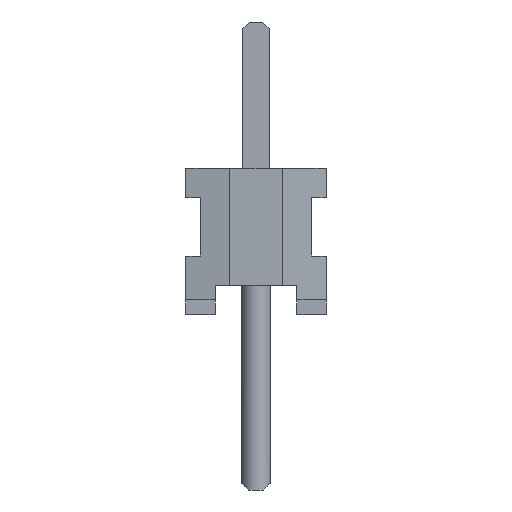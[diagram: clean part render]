
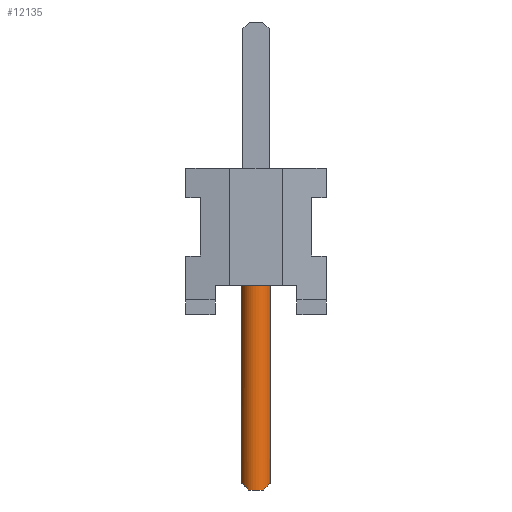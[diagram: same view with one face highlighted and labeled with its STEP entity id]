
A CAD part, left-side view. The second image highlights one B-rep face of the part: STEP entity #12135.
In plain terms, the highlighted cylindrical face has radius 0.254 mm (diameter 0.508 mm), a full revolution.
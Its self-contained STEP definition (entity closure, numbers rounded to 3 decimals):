
#11293 = EDGE_CURVE('',#11294,#11296,#11298,.T.);
#11294 = VERTEX_POINT('',#11295);
#11295 = CARTESIAN_POINT('',(-5.334,0.,1.27));
#11296 = VERTEX_POINT('',#11297);
#11297 = CARTESIAN_POINT('',(-4.86,0.127,1.27));
#11298 = CIRCLE('',#11299,0.254);
#11299 = AXIS2_PLACEMENT_3D('',#11300,#11301,#11302);
#11300 = CARTESIAN_POINT('',(-5.08,0.,1.27));
#11301 = DIRECTION('',(0.,0.,1.));
#11302 = DIRECTION('',(1.,0.,0.));
#11304 = EDGE_CURVE('',#11296,#11294,#11305,.T.);
#11305 = CIRCLE('',#11306,0.254);
#11306 = AXIS2_PLACEMENT_3D('',#11307,#11308,#11309);
#11307 = CARTESIAN_POINT('',(-5.08,0.,1.27));
#11308 = DIRECTION('',(0.,0.,1.));
#11309 = DIRECTION('',(1.,0.,0.));
#12135 = ADVANCED_FACE('',(#12136),#12182,.T.);
#12136 = FACE_BOUND('',#12137,.T.);
#12137 = EDGE_LOOP('',(#12138,#12139,#12146,#12155,#12164,#12173,#12180,
    #12181));
#12138 = ORIENTED_EDGE('',*,*,#11304,.F.);
#12139 = ORIENTED_EDGE('',*,*,#12140,.T.);
#12140 = EDGE_CURVE('',#11296,#12141,#12143,.T.);
#12141 = VERTEX_POINT('',#12142);
#12142 = CARTESIAN_POINT('',(-4.86,0.127,-3.048));
#12143 = B_SPLINE_CURVE_WITH_KNOTS('',1,(#12144,#12145),.UNSPECIFIED.,
  .F.,.F.,(2,2),(0.,4.318),.PIECEWISE_BEZIER_KNOTS.);
#12144 = CARTESIAN_POINT('',(-4.86,0.127,1.27));
#12145 = CARTESIAN_POINT('',(-4.86,0.127,-3.048));
#12146 = ORIENTED_EDGE('',*,*,#12147,.T.);
#12147 = EDGE_CURVE('',#12141,#12148,#12150,.T.);
#12148 = VERTEX_POINT('',#12149);
#12149 = CARTESIAN_POINT('',(-5.3,0.127,-3.048));
#12150 = ELLIPSE('',#12151,0.359,0.254);
#12151 = AXIS2_PLACEMENT_3D('',#12152,#12153,#12154);
#12152 = CARTESIAN_POINT('',(-5.08,0.,-3.175));
#12153 = DIRECTION('',(0.,-0.707,0.707));
#12154 = DIRECTION('',(0.,-0.707,-0.707));
#12155 = ORIENTED_EDGE('',*,*,#12156,.T.);
#12156 = EDGE_CURVE('',#12148,#12157,#12159,.T.);
#12157 = VERTEX_POINT('',#12158);
#12158 = CARTESIAN_POINT('',(-5.3,-0.127,-3.048));
#12159 = CIRCLE('',#12160,0.254);
#12160 = AXIS2_PLACEMENT_3D('',#12161,#12162,#12163);
#12161 = CARTESIAN_POINT('',(-5.08,0.,-3.048));
#12162 = DIRECTION('',(0.,0.,1.));
#12163 = DIRECTION('',(0.,-1.,0.));
#12164 = ORIENTED_EDGE('',*,*,#12165,.T.);
#12165 = EDGE_CURVE('',#12157,#12166,#12168,.T.);
#12166 = VERTEX_POINT('',#12167);
#12167 = CARTESIAN_POINT('',(-4.86,-0.127,-3.048));
#12168 = ELLIPSE('',#12169,0.359,0.254);
#12169 = AXIS2_PLACEMENT_3D('',#12170,#12171,#12172);
#12170 = CARTESIAN_POINT('',(-5.08,0.,-3.175));
#12171 = DIRECTION('',(0.,0.707,0.707));
#12172 = DIRECTION('',(0.,0.707,-0.707));
#12173 = ORIENTED_EDGE('',*,*,#12174,.T.);
#12174 = EDGE_CURVE('',#12166,#12141,#12175,.T.);
#12175 = CIRCLE('',#12176,0.254);
#12176 = AXIS2_PLACEMENT_3D('',#12177,#12178,#12179);
#12177 = CARTESIAN_POINT('',(-5.08,0.,-3.048));
#12178 = DIRECTION('',(0.,0.,1.));
#12179 = DIRECTION('',(0.,-1.,0.));
#12180 = ORIENTED_EDGE('',*,*,#12140,.F.);
#12181 = ORIENTED_EDGE('',*,*,#11293,.F.);
#12182 = CYLINDRICAL_SURFACE('',#12183,0.254);
#12183 = AXIS2_PLACEMENT_3D('',#12184,#12185,#12186);
#12184 = CARTESIAN_POINT('',(-5.08,0.,1.27));
#12185 = DIRECTION('',(0.,0.,-1.));
#12186 = DIRECTION('',(0.,1.,0.));
